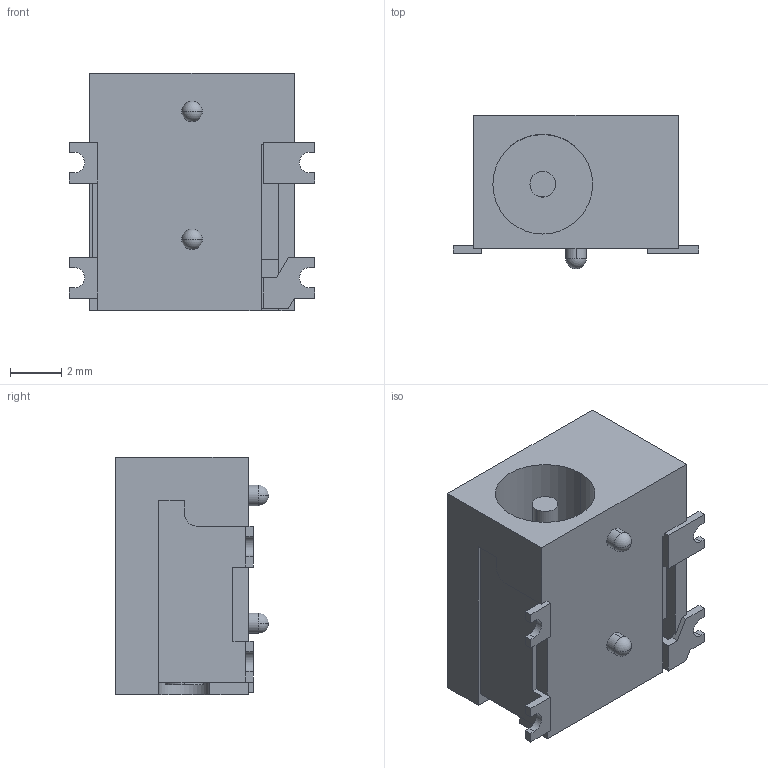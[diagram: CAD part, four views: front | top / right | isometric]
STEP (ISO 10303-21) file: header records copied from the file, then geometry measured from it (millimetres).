
FILE_DESCRIPTION (( 'STEP AP214' ), '1' );
FILE_NAME ('CUI_PJ-014CH-SMT-TR.step', '2019-04-21T16:41:07', ( '' ), ( '' ), 'SwSTEP 2.0', 'SolidWorks 2019', '' );
FILE_SCHEMA (( 'AUTOMOTIVE_DESIGN' ));
Length unit declared in the file: millimetre
Products named in the file (1): CUI_PJ-014CH-SMT-TR
Bounding box: 9.6 x 6 x 9.3 mm (x, y, z)
Volume: 297 mm3; surface area: 492.3 mm2
Topology: 1 solids, 1 shells, 98 faces, 273 edges, 178 vertices
Faces by surface type: plane 76, cylinder 18, sphere 4
Entity records: 3552 total; most frequent: CARTESIAN_POINT 546, ORIENTED_EDGE 538, DIRECTION 511, EDGE_CURVE 269, LINE 225, VECTOR 225, VERTEX_POINT 178, AXIS2_PLACEMENT_3D 143
